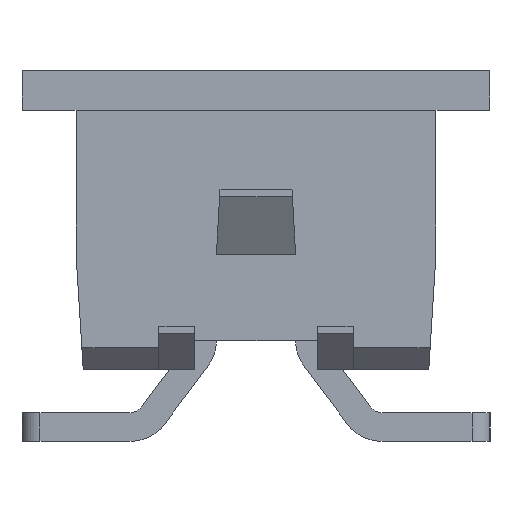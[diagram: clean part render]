
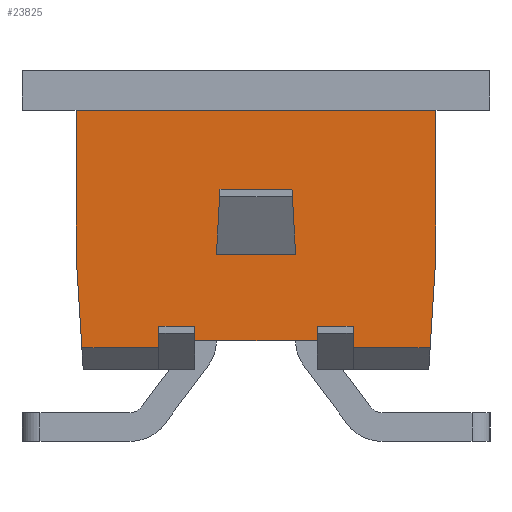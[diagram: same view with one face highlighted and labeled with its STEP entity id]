
A CAD part, front view. The second image highlights one B-rep face of the part: STEP entity #23825.
In plain terms, the highlighted face is planar.
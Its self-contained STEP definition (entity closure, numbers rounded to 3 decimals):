
#2020=ORIENTED_EDGE('',*,*,#6283,.T.);
#2021=ORIENTED_EDGE('',*,*,#6291,.T.);
#2022=ORIENTED_EDGE('',*,*,#6345,.F.);
#2023=ORIENTED_EDGE('',*,*,#6518,.T.);
#2024=ORIENTED_EDGE('',*,*,#6349,.F.);
#2025=ORIENTED_EDGE('',*,*,#6313,.F.);
#2026=ORIENTED_EDGE('',*,*,#6306,.T.);
#2027=ORIENTED_EDGE('',*,*,#6546,.T.);
#2028=ORIENTED_EDGE('',*,*,#6324,.F.);
#2029=ORIENTED_EDGE('',*,*,#6392,.F.);
#2030=ORIENTED_EDGE('',*,*,#6117,.F.);
#2031=ORIENTED_EDGE('',*,*,#6387,.T.);
#2032=ORIENTED_EDGE('',*,*,#6332,.T.);
#2033=ORIENTED_EDGE('',*,*,#6547,.T.);
#2034=ORIENTED_EDGE('',*,*,#6250,.T.);
#2035=ORIENTED_EDGE('',*,*,#6548,.T.);
#2036=ORIENTED_EDGE('',*,*,#6257,.F.);
#2037=ORIENTED_EDGE('',*,*,#6549,.F.);
#6117=EDGE_CURVE('',#8563,#8556,#10135,.T.);
#6250=EDGE_CURVE('',#8608,#8609,#10224,.T.);
#6257=EDGE_CURVE('',#8615,#8612,#10231,.T.);
#6283=EDGE_CURVE('',#8639,#8638,#10257,.T.);
#6291=EDGE_CURVE('',#8638,#8643,#10265,.T.);
#6306=EDGE_CURVE('',#8656,#8654,#10280,.T.);
#6313=EDGE_CURVE('',#8656,#8661,#10287,.T.);
#6324=EDGE_CURVE('',#8670,#8671,#10298,.T.);
#6332=EDGE_CURVE('',#8679,#8678,#10306,.T.);
#6345=EDGE_CURVE('',#8684,#8643,#10319,.T.);
#6349=EDGE_CURVE('',#8661,#8688,#10323,.T.);
#6387=EDGE_CURVE('',#8563,#8679,#10353,.T.);
#6392=EDGE_CURVE('',#8556,#8670,#10358,.T.);
#6518=EDGE_CURVE('',#8684,#8688,#10484,.T.);
#6546=EDGE_CURVE('',#8654,#8671,#10512,.T.);
#6547=EDGE_CURVE('',#8678,#8639,#10513,.T.);
#6548=EDGE_CURVE('',#8609,#8612,#10514,.T.);
#6549=EDGE_CURVE('',#8608,#8615,#10515,.T.);
#8556=VERTEX_POINT('',#31989);
#8563=VERTEX_POINT('',#32002);
#8608=VERTEX_POINT('',#32248);
#8609=VERTEX_POINT('',#32249);
#8612=VERTEX_POINT('',#32257);
#8615=VERTEX_POINT('',#32262);
#8638=VERTEX_POINT('',#32318);
#8639=VERTEX_POINT('',#32320);
#8643=VERTEX_POINT('',#32334);
#8654=VERTEX_POINT('',#32365);
#8656=VERTEX_POINT('',#32368);
#8661=VERTEX_POINT('',#32379);
#8670=VERTEX_POINT('',#32403);
#8671=VERTEX_POINT('',#32405);
#8678=VERTEX_POINT('',#32420);
#8679=VERTEX_POINT('',#32422);
#8684=VERTEX_POINT('',#32443);
#8688=VERTEX_POINT('',#32453);
#10135=LINE('',#32003,#12049);
#10224=LINE('',#32247,#12138);
#10231=LINE('',#32263,#12145);
#10257=LINE('',#32319,#12171);
#10265=LINE('',#32335,#12179);
#10280=LINE('',#32367,#12194);
#10287=LINE('',#32381,#12201);
#10298=LINE('',#32404,#12212);
#10306=LINE('',#32421,#12220);
#10319=LINE('',#32445,#12233);
#10323=LINE('',#32452,#12237);
#10353=LINE('',#32524,#12267);
#10358=LINE('',#32532,#12272);
#10484=LINE('',#32757,#12398);
#10512=LINE('',#32787,#12426);
#10513=LINE('',#32789,#12427);
#10514=LINE('',#32791,#12428);
#10515=LINE('',#32792,#12429);
#12049=VECTOR('',#26781,1000.);
#12138=VECTOR('',#27092,1000.);
#12145=VECTOR('',#27101,1000.);
#12171=VECTOR('',#27141,1000.);
#12179=VECTOR('',#27155,1000.);
#12194=VECTOR('',#27180,1000.);
#12201=VECTOR('',#27189,1000.);
#12212=VECTOR('',#27206,1000.);
#12220=VECTOR('',#27216,1000.);
#12233=VECTOR('',#27237,1000.);
#12237=VECTOR('',#27243,1000.);
#12267=VECTOR('',#27325,1000.);
#12272=VECTOR('',#27336,1000.);
#12398=VECTOR('',#27468,1000.);
#12426=VECTOR('',#27500,1000.);
#12427=VECTOR('',#27503,1000.);
#12428=VECTOR('',#27506,1000.);
#12429=VECTOR('',#27507,1000.);
#13948=EDGE_LOOP('',(#2020,#2021,#2022,#2023,#2024,#2025,#2026,#2027,#2028,
#2029,#2030,#2031,#2032,#2033));
#13949=EDGE_LOOP('',(#2034,#2035,#2036,#2037));
#15050=FACE_BOUND('',#13948,.T.);
#15051=FACE_BOUND('',#13949,.T.);
#16053=PLANE('',#24984);
#23825=ADVANCED_FACE('',(#15050,#15051),#16053,.F.);
#24984=AXIS2_PLACEMENT_3D('',#32790,#27504,#27505);
#26781=DIRECTION('',(0.,-1.,0.));
#27092=DIRECTION('',(0.,-0.055,-0.998));
#27101=DIRECTION('',(0.,0.055,-0.998));
#27141=DIRECTION('',(0.,0.,1.));
#27155=DIRECTION('',(0.,-1.,0.));
#27180=DIRECTION('',(0.,0.,-1.));
#27189=DIRECTION('',(0.,1.,0.));
#27206=DIRECTION('',(0.,0.062,-0.998));
#27216=DIRECTION('',(0.,-0.062,-0.998));
#27237=DIRECTION('',(0.,0.,1.));
#27243=DIRECTION('',(0.,0.,-1.));
#27325=DIRECTION('',(0.,0.,-1.));
#27336=DIRECTION('',(0.,0.,-1.));
#27468=DIRECTION('',(0.,-1.,0.));
#27500=DIRECTION('',(0.,-1.,0.));
#27503=DIRECTION('',(0.,-1.,0.));
#27504=DIRECTION('',(1.,0.,0.));
#27505=DIRECTION('',(0.,0.,-1.));
#27506=DIRECTION('',(0.,1.,0.));
#27507=DIRECTION('',(0.,1.,0.));
#31989=CARTESIAN_POINT('',(-16.255,-2.5,3.6));
#32002=CARTESIAN_POINT('',(-16.255,2.5,3.6));
#32003=CARTESIAN_POINT('',(-16.255,2.5,3.6));
#32247=CARTESIAN_POINT('',(-16.255,-0.5,2.5));
#32248=CARTESIAN_POINT('',(-16.255,-0.5,2.5));
#32249=CARTESIAN_POINT('',(-16.255,-0.55,1.6));
#32257=CARTESIAN_POINT('',(-16.255,0.55,1.6));
#32262=CARTESIAN_POINT('',(-16.255,0.5,2.5));
#32263=CARTESIAN_POINT('',(-16.255,0.5,2.5));
#32318=CARTESIAN_POINT('',(-16.255,1.35,0.6));
#32319=CARTESIAN_POINT('',(-16.255,1.35,0.3));
#32320=CARTESIAN_POINT('',(-16.255,1.35,0.3));
#32334=CARTESIAN_POINT('',(-16.255,0.85,0.6));
#32335=CARTESIAN_POINT('',(-16.255,1.35,0.6));
#32365=CARTESIAN_POINT('',(-16.255,-1.35,0.3));
#32367=CARTESIAN_POINT('',(-16.255,-1.35,0.6));
#32368=CARTESIAN_POINT('',(-16.255,-1.35,0.6));
#32379=CARTESIAN_POINT('',(-16.255,-0.85,0.6));
#32381=CARTESIAN_POINT('',(-16.255,-1.35,0.6));
#32403=CARTESIAN_POINT('',(-16.255,-2.5,1.6));
#32404=CARTESIAN_POINT('',(-16.255,-2.605,3.281));
#32405=CARTESIAN_POINT('',(-16.255,-2.419,0.3));
#32420=CARTESIAN_POINT('',(-16.255,2.419,0.3));
#32421=CARTESIAN_POINT('',(-16.255,2.625,3.592));
#32422=CARTESIAN_POINT('',(-16.255,2.5,1.6));
#32443=CARTESIAN_POINT('',(-16.255,0.85,0.4));
#32445=CARTESIAN_POINT('',(-16.255,0.85,0.3));
#32452=CARTESIAN_POINT('',(-16.255,-0.85,0.6));
#32453=CARTESIAN_POINT('',(-16.255,-0.85,0.4));
#32524=CARTESIAN_POINT('',(-16.255,2.5,3.6));
#32532=CARTESIAN_POINT('',(-16.255,-2.5,3.6));
#32757=CARTESIAN_POINT('',(-16.255,2.5,0.4));
#32787=CARTESIAN_POINT('',(-16.255,2.5,0.3));
#32789=CARTESIAN_POINT('',(-16.255,2.5,0.3));
#32790=CARTESIAN_POINT('',(-16.255,2.5,3.6));
#32791=CARTESIAN_POINT('',(-16.255,-0.55,1.6));
#32792=CARTESIAN_POINT('',(-16.255,-0.55,2.5));
